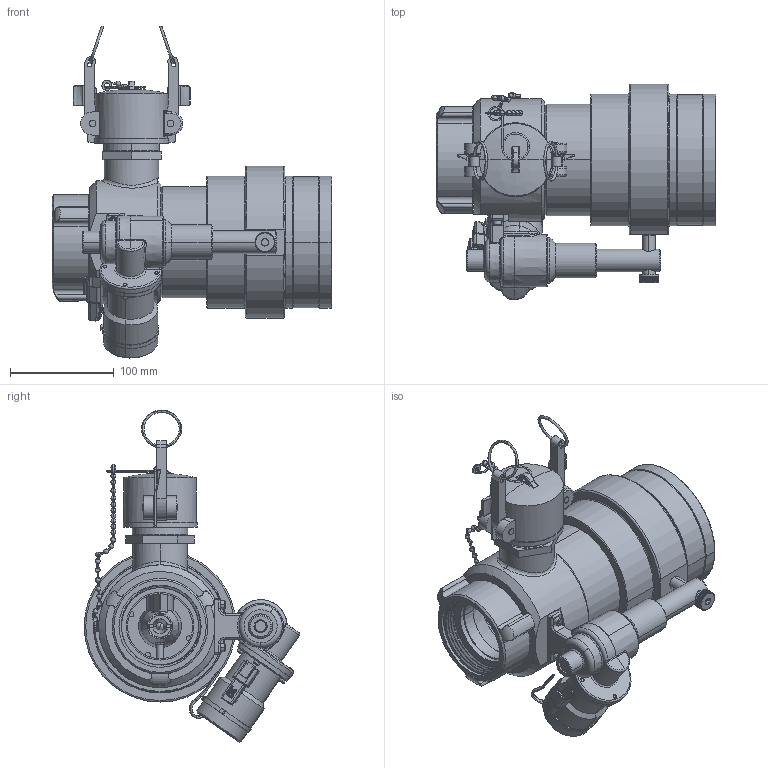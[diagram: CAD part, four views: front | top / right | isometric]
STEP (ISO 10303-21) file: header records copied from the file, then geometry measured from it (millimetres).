
FILE_DESCRIPTION((''),'2;1');
FILE_NAME('44800001_00','2014-06-11T',('sobri'),(''),'PRO/ENGINEER BY PARAMETRIC TECHNOLOGY CORPORATION, 2011180','PRO/ENGINEER BY PARAMETRIC TECHNOLOGY CORPORATION, 2011180','');
FILE_SCHEMA(('CONFIG_CONTROL_DESIGN'));
Length unit declared in the file: inch
Products named in the file (1): 44800001_00
Bounding box: 269.58 x 207.63 x 319.7 mm (x, y, z)
Surface area: 458088.8 mm2 (no closed solid volume)
Topology: 0 solids, 154 shells, 1265 faces, 4828 edges, 3565 vertices
Faces by surface type: plane 462, cylinder 355, bspline 173, cone 123, torus 93, sphere 59
Entity records: 68210 total; most frequent: CARTESIAN_POINT 29937, DIRECTION 7624, ORIENTED_EDGE 7269, EDGE_CURVE 4728, VERTEX_POINT 3565, AXIS2_PLACEMENT_3D 2552, VECTOR 2520, LINE 2520
